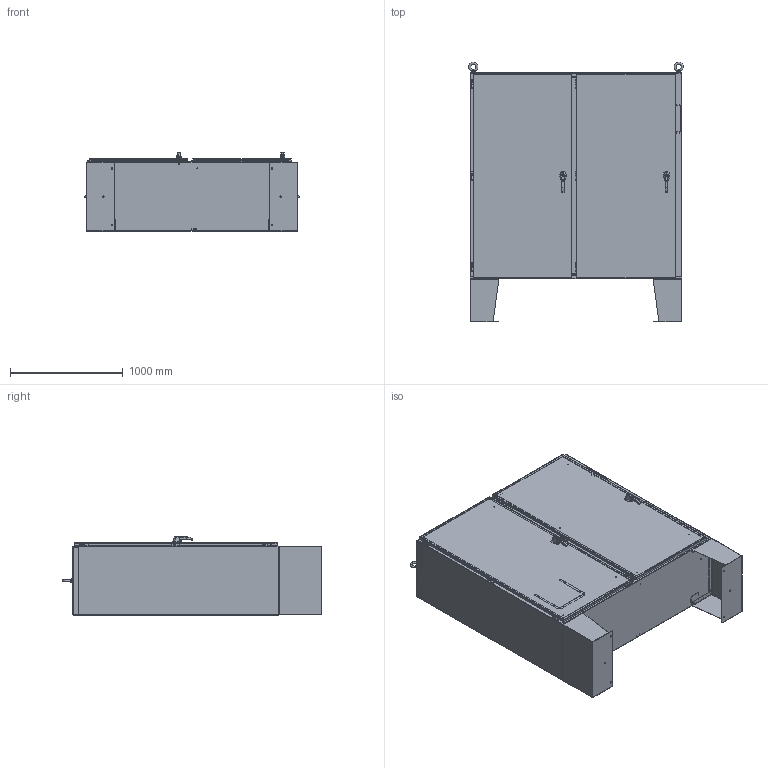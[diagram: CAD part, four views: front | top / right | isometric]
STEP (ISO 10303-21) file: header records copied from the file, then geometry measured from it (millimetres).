
FILE_DESCRIPTION (( 'STEP AP214' ), '1' );
FILE_NAME ('2UD727424FFTC.STEP', '2019-07-18T21:37:02', ( '' ), ( '' ), 'SwSTEP 2.0', 'SolidWorks 2018', '' );
FILE_SCHEMA (( 'AUTOMOTIVE_DESIGN' ));
Length unit declared in the file: inch
Products named in the file (1): 2UD727424FFTC
Bounding box: 1907.93 x 2306.24 x 697.62 mm (x, y, z)
Volume: 85109545.4 mm3; surface area: 36407635.8 mm2
Topology: 214 solids, 214 shells, 3138 faces, 7351 edges, 4712 vertices
Faces by surface type: plane 1822, cylinder 930, bspline 236, cone 139, torus 11
Full cylindrical faces by diameter (mm): 3.68 x4, 3.81 x4, 4.249 x2, 4.394 x2, 4.75 x5, 4.775 x4, 4.928 x1, 4.976 x10, 4.978 x3, 5.08 x2, 5.105 x6, 5.842 x2, 5.893 x2, 5.918 x2, 6.248 x8, 6.35 x49, 6.477 x5, 6.528 x10, 6.731 x2, 6.756 x3, 7.112 x10, 7.137 x19, 7.163 x4, 7.366 x2, 7.442 x6, 7.805 x11, 7.937 x6, 7.95 x16, 8.128 x2, 8.255 x2
Entity records: 152365 total; most frequent: CARTESIAN_POINT 41195, DIRECTION 13576, ORIENTED_EDGE 13424, EDGE_CURVE 6712, AXIS2_PLACEMENT_3D 4869, VERTEX_POINT 4674, EDGE_LOOP 4218, LINE 3838
